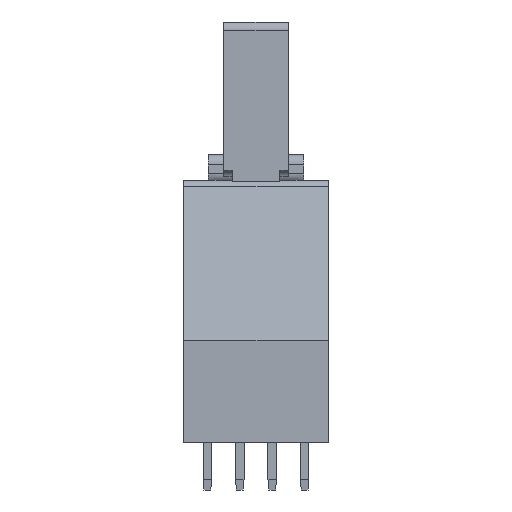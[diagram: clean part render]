
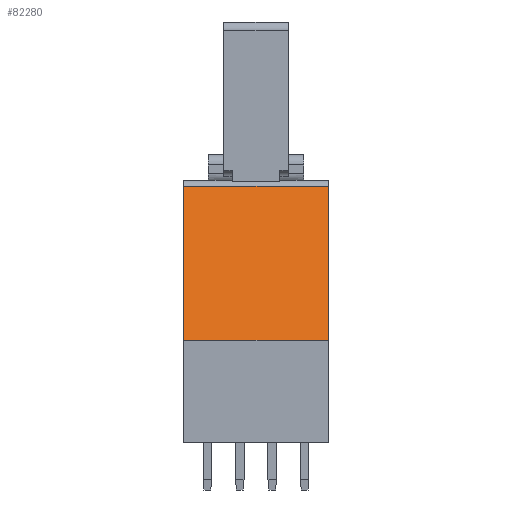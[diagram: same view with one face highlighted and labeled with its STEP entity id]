
A CAD part, left-side view. The second image highlights one B-rep face of the part: STEP entity #82280.
In plain terms, the highlighted planar face has unit normal (-0.951, 0, 0.309).
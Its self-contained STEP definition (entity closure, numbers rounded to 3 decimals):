
#80730=CARTESIAN_POINT('',(-5.822,2.89,19.055))
;
#80740=VERTEX_POINT('',#80730);
#80770=CARTESIAN_POINT('',(-5.822,11.14,19.055)
);
#80780=DIRECTION('',(0.,-1.,0.));
#80790=VECTOR('',#80780,1.);
#80800=LINE('',#80770,#80790);
#80810=CARTESIAN_POINT('',(-5.822,11.39,19.055)
);
#80820=VERTEX_POINT('',#80810);
#80830=EDGE_CURVE('',#80820,#80740,#80800,.T.);
#81720=CARTESIAN_POINT('',(-8.764,0.,10.));
#81730=DIRECTION('',(0.,-1.,0.));
#81740=VECTOR('',#81730,1.);
#81750=LINE('',#81720,#81740);
#81760=CARTESIAN_POINT('',(-8.764,11.39,10.));
#81770=VERTEX_POINT('',#81760);
#81780=CARTESIAN_POINT('',(-8.764,2.89,10.));
#81790=VERTEX_POINT('',#81780);
#81800=EDGE_CURVE('',#81770,#81790,#81750,.T.);
#82070=CARTESIAN_POINT('',(-6.977,16.365,15.5));
#82080=DIRECTION('',(0.951,0.,-0.309));
#82090=DIRECTION('',(-0.309,0.,-0.951));
#82100=AXIS2_PLACEMENT_3D('',#82070,#82080,#82090);
#82110=PLANE('',#82100);
#82120=ORIENTED_EDGE('',*,*,#80830,.F.);
#82130=CARTESIAN_POINT('',(-12.014,2.89,0.));
#82140=DIRECTION('',(-0.309,0.,-0.951));
#82150=VECTOR('',#82140,1.);
#82160=LINE('',#82130,#82150);
#82170=EDGE_CURVE('',#80740,#81790,#82160,.T.);
#82180=ORIENTED_EDGE('',*,*,#82170,.F.);
#82190=ORIENTED_EDGE('',*,*,#81800,.T.);
#82200=CARTESIAN_POINT('',(-12.014,11.39,0.));
#82210=DIRECTION('',(-0.309,0.,-0.951));
#82220=VECTOR('',#82210,1.);
#82230=LINE('',#82200,#82220);
#82240=EDGE_CURVE('',#80820,#81770,#82230,.T.);
#82250=ORIENTED_EDGE('',*,*,#82240,.T.);
#82260=EDGE_LOOP('',(#82250,#82190,#82180,#82120));
#82270=FACE_OUTER_BOUND('',#82260,.T.);
#82280=ADVANCED_FACE('',(#82270),#82110,.F.);
